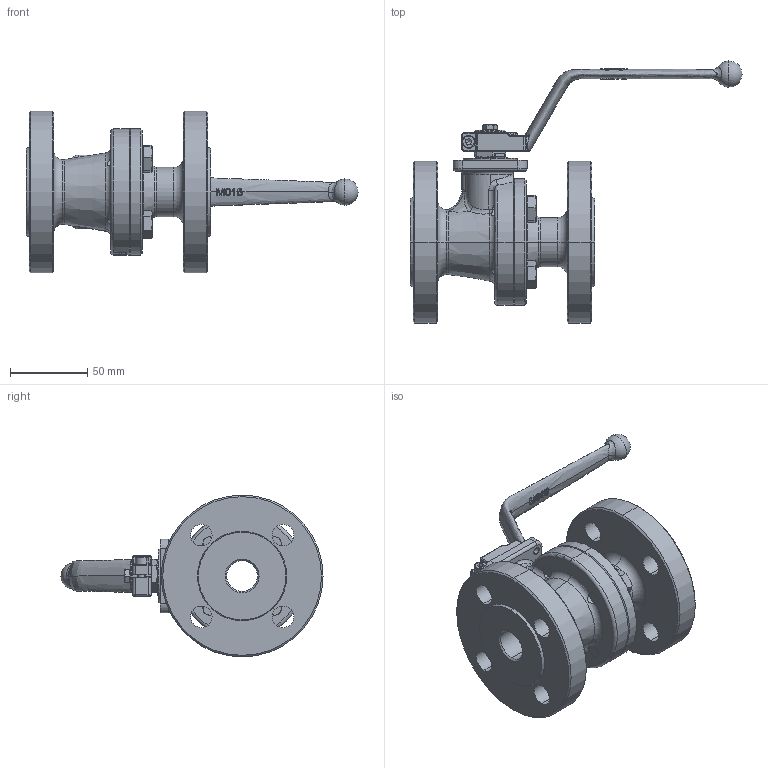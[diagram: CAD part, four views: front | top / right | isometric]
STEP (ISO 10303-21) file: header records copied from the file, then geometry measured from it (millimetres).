
FILE_DESCRIPTION (( 'STEP AP203' ), '1' );
FILE_NAME ('Fig.540 DN-020 TYPE B + WRENCH.STEP', '2021-03-08T13:30:45', ( '' ), ( '' ), 'SwSTEP 2.0', 'SolidWorks 2020', '' );
FILE_SCHEMA (( 'CONFIG_CONTROL_DESIGN' ));
Length unit declared in the file: millimetre
Products named in the file (1): Fig.540 DN-020 TYPE B + WRENCH
Bounding box: 215.5 x 170.1 x 105 mm (x, y, z)
Volume: 464956.5 mm3; surface area: 119489.8 mm2
Topology: 19 solids, 19 shells, 882 faces, 2165 edges, 1333 vertices
Faces by surface type: plane 282, cylinder 221, cone 162, bspline 141, torus 62, sphere 14
Entity records: 44327 total; most frequent: CARTESIAN_POINT 24482, ORIENTED_EDGE 4284, DIRECTION 3849, EDGE_CURVE 2142, AXIS2_PLACEMENT_3D 1544, VERTEX_POINT 1330, EDGE_LOOP 980, ADVANCED_FACE 882
